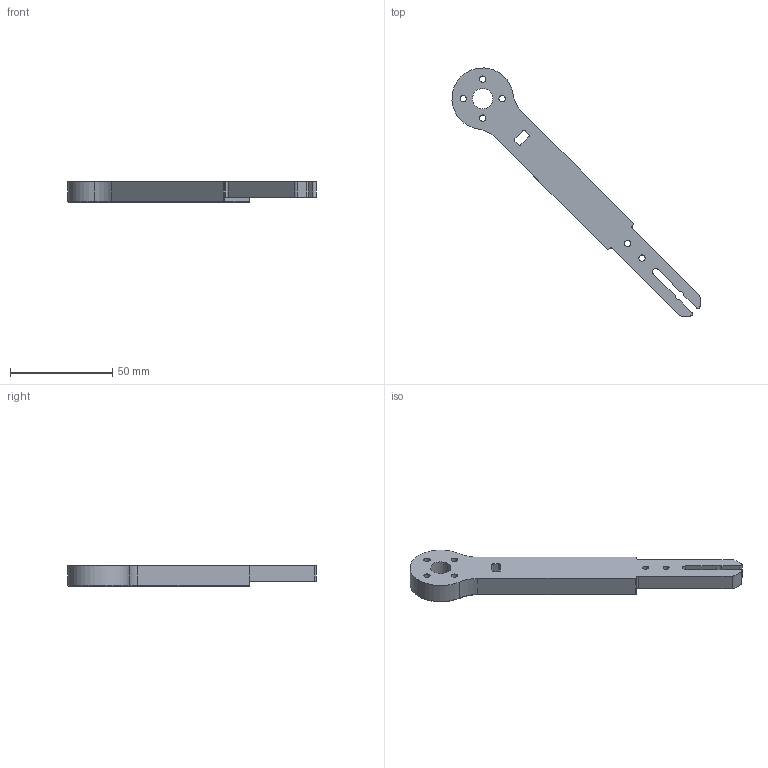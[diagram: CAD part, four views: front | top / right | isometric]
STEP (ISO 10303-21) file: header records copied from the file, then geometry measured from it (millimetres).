
FILE_DESCRIPTION(/* description */ ('','CAx-IF Rec.Pracs.---Representation and Presentation of Product Manufacturing Information (PMI)---4.0---2014-10-13'),/* implementation_level */ '2;1');
FILE_NAME(/* name */ '',/* time_stamp */ '2025-02-24T16:33:59+08:00',/* author */ (''),/* organization */ (''),/* preprocessor_version */ 'ST-DEVELOPER v20',/* originating_system */ 'Autodesk Translation Framework v13.20.0.188',/* authorisation */ '');
FILE_SCHEMA (('AP242_MANAGED_MODEL_BASED_3D_ENGINEERING_MIM_LF { 1 0 10303 442 1 1 4 }'));
Length unit declared in the file: millimetre
Products named in the file (2): 1; 机臂
Assembly tree (1 placements, depth 2):
  1
    机臂
Bounding box: 121.03 x 121.03 x 10 mm (x, y, z)
Volume: 23003.6 mm3; surface area: 10498.5 mm2
Topology: 1 solids, 1 shells, 61 faces, 161 edges, 102 vertices
Faces by surface type: cylinder 32, plane 20, torus 7, sphere 2
Full cylindrical faces by diameter (mm): 3.04 x2, 3.1 x4, 10 x1
Entity records: 2006 total; most frequent: DIRECTION 360, CARTESIAN_POINT 345, ORIENTED_EDGE 322, EDGE_CURVE 161, AXIS2_PLACEMENT_3D 137, VERTEX_POINT 102, LINE 86, VECTOR 86
